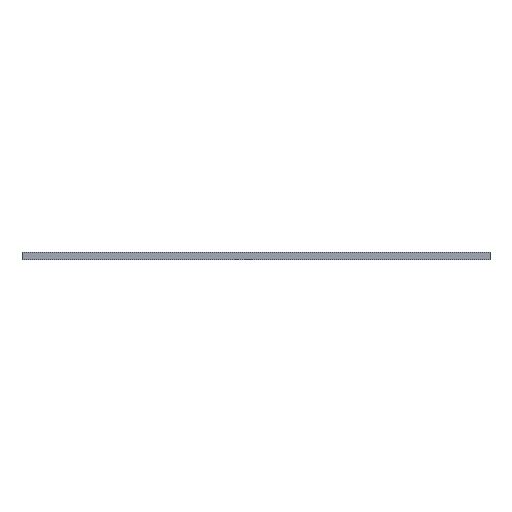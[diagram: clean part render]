
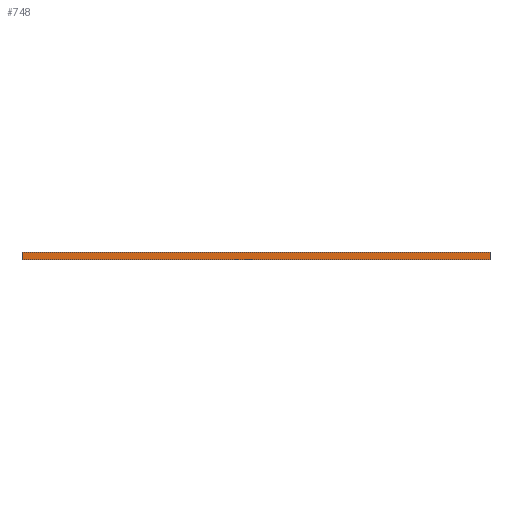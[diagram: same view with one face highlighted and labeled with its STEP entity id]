
A CAD part, left-side view. The second image highlights one B-rep face of the part: STEP entity #748.
In plain terms, the highlighted planar face has unit normal (-1, 0, 0).
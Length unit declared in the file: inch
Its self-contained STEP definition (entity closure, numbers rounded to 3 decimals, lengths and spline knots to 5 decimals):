
#10 = DIRECTION ( 'NONE',  ( 0., -1., 0. ) ) ;
#18 = LINE ( 'NONE', #884, #172 ) ;
#56 = VERTEX_POINT ( 'NONE', #273 ) ;
#82 = ORIENTED_EDGE ( 'NONE', *, *, #764, .T. ) ;
#89 = ORIENTED_EDGE ( 'NONE', *, *, #807, .F. ) ;
#100 = FACE_OUTER_BOUND ( 'NONE', #721, .T. ) ;
#127 = CARTESIAN_POINT ( 'NONE',  ( -1.79724, 2.52953, 0.07874 ) ) ;
#129 = CARTESIAN_POINT ( 'NONE',  ( -1.79724, 2.52953, 0.07874 ) ) ;
#168 = DIRECTION ( 'NONE',  ( 1., 0., 0. ) ) ;
#172 = VECTOR ( 'NONE', #278, 39.37008 ) ;
#176 = ORIENTED_EDGE ( 'NONE', *, *, #378, .F. ) ;
#203 = CARTESIAN_POINT ( 'NONE',  ( -1.79724, -2.52953, 0.07874 ) ) ;
#231 = CARTESIAN_POINT ( 'NONE',  ( -1.79724, 2.52953, 0.07874 ) ) ;
#234 = PLANE ( 'NONE',  #830 ) ;
#245 = DIRECTION ( 'NONE',  ( 0., 0., -1. ) ) ;
#273 = CARTESIAN_POINT ( 'NONE',  ( -1.79724, -2.52953, 0. ) ) ;
#278 = DIRECTION ( 'NONE',  ( 0., -1., 0. ) ) ;
#378 = EDGE_CURVE ( 'NONE', #534, #685, #473, .T. ) ;
#382 = ORIENTED_EDGE ( 'NONE', *, *, #874, .T. ) ;
#391 = CARTESIAN_POINT ( 'NONE',  ( -1.79724, -2.52953, 0.07874 ) ) ;
#400 = VECTOR ( 'NONE', #10, 39.37008 ) ;
#427 = DIRECTION ( 'NONE',  ( 0., 1., 0. ) ) ;
#473 = LINE ( 'NONE', #762, #400 ) ;
#515 = VECTOR ( 'NONE', #245, 39.37008 ) ;
#518 = CARTESIAN_POINT ( 'NONE',  ( -1.79724, 2.52953, 0. ) ) ;
#528 = VERTEX_POINT ( 'NONE', #518 ) ;
#534 = VERTEX_POINT ( 'NONE', #127 ) ;
#540 = LINE ( 'NONE', #391, #872 ) ;
#685 = VERTEX_POINT ( 'NONE', #203 ) ;
#697 = DIRECTION ( 'NONE',  ( 0., 0., -1. ) ) ;
#721 = EDGE_LOOP ( 'NONE', ( #82, #89, #176, #382 ) ) ;
#748 = ADVANCED_FACE ( 'NONE', ( #100 ), #234, .F. ) ;
#762 = CARTESIAN_POINT ( 'NONE',  ( -1.79724, 2.52953, 0.07874 ) ) ;
#764 = EDGE_CURVE ( 'NONE', #528, #56, #18, .T. ) ;
#773 = LINE ( 'NONE', #129, #515 ) ;
#807 = EDGE_CURVE ( 'NONE', #685, #56, #540, .T. ) ;
#830 = AXIS2_PLACEMENT_3D ( 'NONE', #231, #168, #427 ) ;
#872 = VECTOR ( 'NONE', #697, 39.37008 ) ;
#874 = EDGE_CURVE ( 'NONE', #534, #528, #773, .T. ) ;
#884 = CARTESIAN_POINT ( 'NONE',  ( -1.79724, 2.52953, 0. ) ) ;
